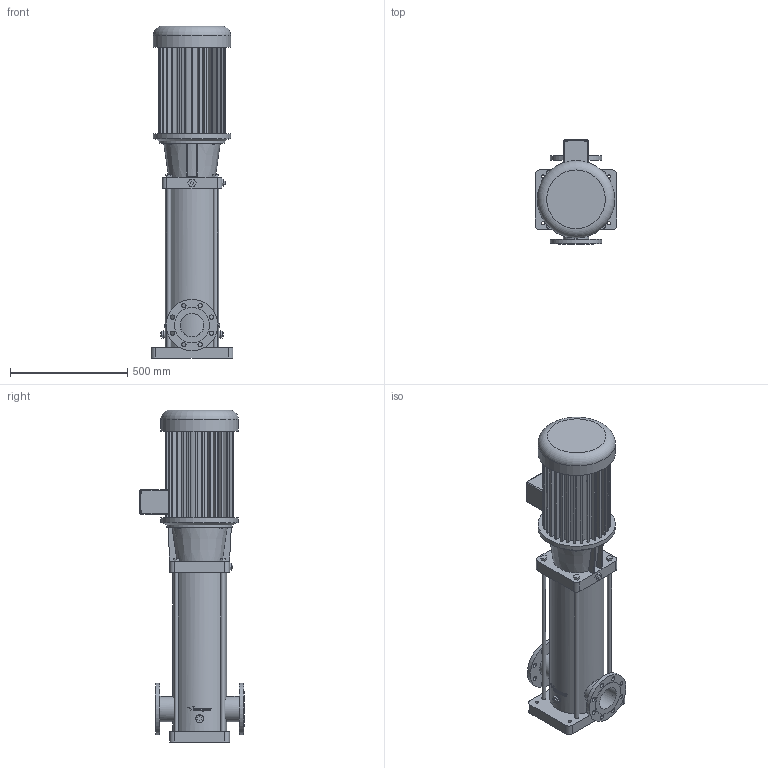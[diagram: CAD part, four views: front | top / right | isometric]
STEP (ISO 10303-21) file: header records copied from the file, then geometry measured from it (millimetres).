
FILE_DESCRIPTION(('STEP AP203'), '1');
FILE_NAME('曶笴 岈90-30-2', '', ('UNSPECIFIED'), ('UNSPECIFIED'), 'C3D Converter', 'C3D Toolkit', '');
FILE_SCHEMA(('CONFIG_CONTROL_DESIGN'));
Length unit declared in the file: millimetre
Bounding box: 348 x 445 x 1415 mm (x, y, z)
Volume: 74089226.2 mm3; surface area: 2397825.3 mm2
Topology: 1 solids, 1 shells, 521 faces, 1464 edges, 993 vertices
Faces by surface type: plane 361, cylinder 145, bspline 6, cone 5, torus 2, sphere 2
Full cylindrical faces by diameter (mm): 14 x4, 18 x20, 32 x2, 100 x2, 108 x2, 150 x2, 220 x2, 230 x1, 280 x1, 330 x2
Entity records: 23050 total; most frequent: CARTESIAN_POINT 5755, ORIENTED_EDGE 2684, DIRECTION 2603, EDGE_CURVE 1342, VERTEX_POINT 909, LINE 871, VECTOR 871, AXIS2_PLACEMENT_3D 866
